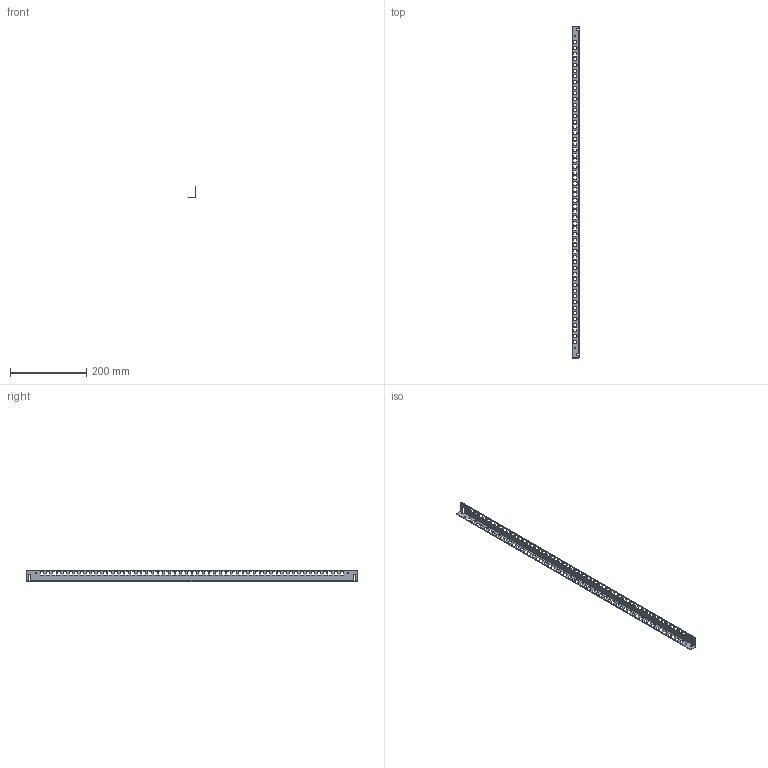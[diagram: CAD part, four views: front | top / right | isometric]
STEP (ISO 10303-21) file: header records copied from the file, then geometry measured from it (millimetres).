
FILE_DESCRIPTION(/* description */ (''),/* implementation_level */ '2;1');
FILE_NAME(/* name */ '00301596.stp',/* time_stamp */ '2021-08-19T11:36:35-05:00',/* author */ ('vchan'),/* organization */ (''),/* preprocessor_version */ 'ST-DEVELOPER v18.1',/* originating_system */ 'Autodesk Inventor 2022',/* authorisation */ '');
FILE_SCHEMA (('AUTOMOTIVE_DESIGN { 1 0 10303 214 3 1 1 }'));
Length unit declared in the file: millimetre
Products named in the file (1): Vertical Mounting Rails
Bounding box: 19.5 x 872.05 x 29.5 mm (x, y, z)
Volume: 46079.5 mm3; surface area: 70685.6 mm2
Topology: 1 solids, 1 shells, 536 faces, 1606 edges, 1068 vertices
Faces by surface type: plane 486, cylinder 50
Full cylindrical faces by diameter (mm): 3 x4
Entity records: 18263 total; most frequent: ORIENTED_EDGE 3212, CARTESIAN_POINT 3211, DIRECTION 2780, EDGE_CURVE 1606, LINE 1506, VECTOR 1506, VERTEX_POINT 1068, EDGE_LOOP 760
